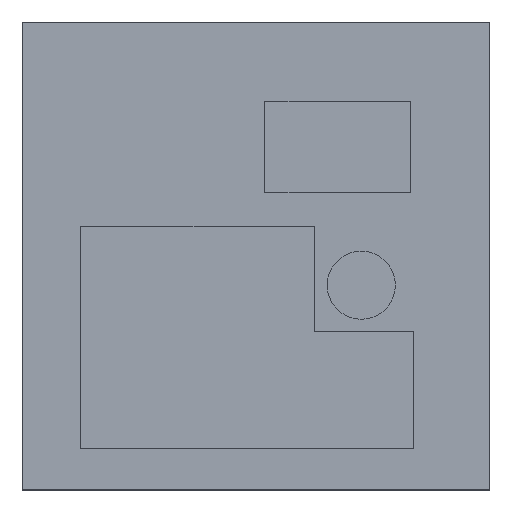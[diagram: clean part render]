
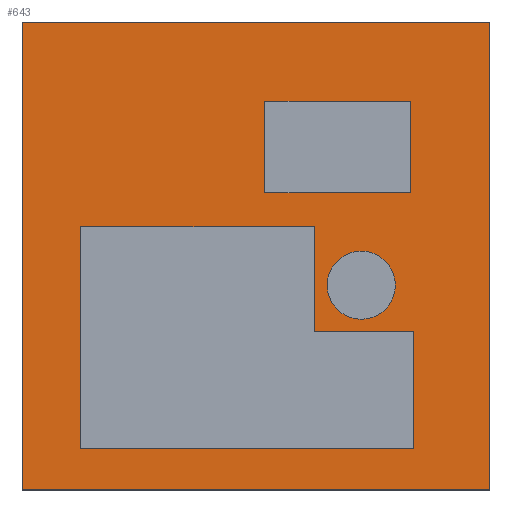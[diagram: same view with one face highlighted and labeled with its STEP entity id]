
A CAD part, top view. The second image highlights one B-rep face of the part: STEP entity #643.
In plain terms, the highlighted planar face has unit normal (0, 0, 1).
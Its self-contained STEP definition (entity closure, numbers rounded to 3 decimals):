
#15=CIRCLE('',#682,0.058);
#25=FACE_BOUND('',#99,.T.);
#26=FACE_BOUND('',#100,.T.);
#27=FACE_BOUND('',#101,.T.);
#60=FACE_OUTER_BOUND('',#98,.T.);
#98=EDGE_LOOP('',(#564,#565,#566,#567));
#99=EDGE_LOOP('',(#568,#569,#570,#571));
#100=EDGE_LOOP('',(#572));
#101=EDGE_LOOP('',(#573,#574,#575,#576,#577,#578));
#145=LINE('',#940,#228);
#148=LINE('',#946,#231);
#149=LINE('',#949,#232);
#152=LINE('',#954,#235);
#165=LINE('',#986,#248);
#168=LINE('',#991,#251);
#170=LINE('',#995,#253);
#172=LINE('',#999,#255);
#174=LINE('',#1003,#257);
#176=LINE('',#1006,#259);
#178=LINE('',#1011,#261);
#180=LINE('',#1015,#263);
#182=LINE('',#1019,#265);
#184=LINE('',#1022,#267);
#228=VECTOR('',#773,10.);
#231=VECTOR('',#778,10.);
#232=VECTOR('',#781,10.);
#235=VECTOR('',#786,10.);
#248=VECTOR('',#809,10.);
#251=VECTOR('',#814,10.);
#253=VECTOR('',#818,10.);
#255=VECTOR('',#822,10.);
#257=VECTOR('',#826,10.);
#259=VECTOR('',#830,10.);
#261=VECTOR('',#834,10.);
#263=VECTOR('',#838,10.);
#265=VECTOR('',#842,10.);
#267=VECTOR('',#846,10.);
#295=VERTEX_POINT('',#934);
#297=VERTEX_POINT('',#938);
#299=VERTEX_POINT('',#944);
#300=VERTEX_POINT('',#948);
#313=VERTEX_POINT('',#980);
#314=VERTEX_POINT('',#984);
#315=VERTEX_POINT('',#985);
#316=VERTEX_POINT('',#990);
#317=VERTEX_POINT('',#994);
#318=VERTEX_POINT('',#998);
#319=VERTEX_POINT('',#1002);
#320=VERTEX_POINT('',#1008);
#321=VERTEX_POINT('',#1010);
#322=VERTEX_POINT('',#1014);
#323=VERTEX_POINT('',#1018);
#367=EDGE_CURVE('',#295,#297,#145,.T.);
#370=EDGE_CURVE('',#297,#299,#148,.T.);
#371=EDGE_CURVE('',#300,#295,#149,.T.);
#374=EDGE_CURVE('',#299,#300,#152,.T.);
#387=EDGE_CURVE('',#313,#313,#15,.T.);
#389=EDGE_CURVE('',#314,#315,#165,.T.);
#392=EDGE_CURVE('',#316,#314,#168,.T.);
#394=EDGE_CURVE('',#317,#316,#170,.T.);
#396=EDGE_CURVE('',#318,#317,#172,.T.);
#398=EDGE_CURVE('',#319,#318,#174,.T.);
#400=EDGE_CURVE('',#315,#319,#176,.T.);
#402=EDGE_CURVE('',#321,#320,#178,.T.);
#404=EDGE_CURVE('',#322,#321,#180,.T.);
#406=EDGE_CURVE('',#323,#322,#182,.T.);
#408=EDGE_CURVE('',#320,#323,#184,.T.);
#564=ORIENTED_EDGE('',*,*,#408,.T.);
#565=ORIENTED_EDGE('',*,*,#406,.T.);
#566=ORIENTED_EDGE('',*,*,#404,.T.);
#567=ORIENTED_EDGE('',*,*,#402,.T.);
#568=ORIENTED_EDGE('',*,*,#371,.T.);
#569=ORIENTED_EDGE('',*,*,#367,.T.);
#570=ORIENTED_EDGE('',*,*,#370,.T.);
#571=ORIENTED_EDGE('',*,*,#374,.T.);
#572=ORIENTED_EDGE('',*,*,#387,.T.);
#573=ORIENTED_EDGE('',*,*,#389,.T.);
#574=ORIENTED_EDGE('',*,*,#400,.T.);
#575=ORIENTED_EDGE('',*,*,#398,.T.);
#576=ORIENTED_EDGE('',*,*,#396,.T.);
#577=ORIENTED_EDGE('',*,*,#394,.T.);
#578=ORIENTED_EDGE('',*,*,#392,.T.);
#610=PLANE('',#693);
#643=ADVANCED_FACE('',(#60,#25,#26,#27),#610,.T.);
#682=AXIS2_PLACEMENT_3D('',#981,#804,#805);
#693=AXIS2_PLACEMENT_3D('',#1023,#847,#848);
#773=DIRECTION('',(0.,1.,0.));
#778=DIRECTION('',(1.,0.,0.));
#781=DIRECTION('',(-1.,0.,0.));
#786=DIRECTION('',(0.,-1.,0.));
#804=DIRECTION('center_axis',(0.,0.,-1.));
#805=DIRECTION('ref_axis',(-1.,0.,0.));
#809=DIRECTION('',(0.,-1.,0.));
#814=DIRECTION('',(1.,0.,0.));
#818=DIRECTION('',(0.,-1.,0.));
#822=DIRECTION('',(1.,0.,0.));
#826=DIRECTION('',(0.,1.,0.));
#830=DIRECTION('',(-1.,0.,0.));
#834=DIRECTION('',(0.,1.,0.));
#838=DIRECTION('',(1.,0.,0.));
#842=DIRECTION('',(0.,-1.,0.));
#846=DIRECTION('',(-1.,0.,0.));
#847=DIRECTION('center_axis',(0.,0.,1.));
#848=DIRECTION('ref_axis',(1.,0.,0.));
#934=CARTESIAN_POINT('',(0.215,-0.092,0.13));
#938=CARTESIAN_POINT('',(0.215,0.064,0.13));
#940=CARTESIAN_POINT('',(0.215,-0.068,0.13));
#944=CARTESIAN_POINT('',(0.465,0.064,0.13));
#946=CARTESIAN_POINT('',(0.545,0.064,0.13));
#948=CARTESIAN_POINT('',(0.465,-0.092,0.13));
#949=CARTESIAN_POINT('',(0.42,-0.092,0.13));
#954=CARTESIAN_POINT('',(0.465,-0.146,0.13));
#980=CARTESIAN_POINT('',(0.438,-0.25,0.13));
#981=CARTESIAN_POINT('Origin',(0.38,-0.25,0.13));
#984=CARTESIAN_POINT('',(0.47,-0.33,0.13));
#985=CARTESIAN_POINT('',(0.47,-0.53,0.13));
#986=CARTESIAN_POINT('',(0.47,-0.265,0.13));
#990=CARTESIAN_POINT('',(0.3,-0.33,0.13));
#991=CARTESIAN_POINT('',(0.463,-0.33,0.13));
#994=CARTESIAN_POINT('',(0.3,-0.15,0.13));
#995=CARTESIAN_POINT('',(0.3,-0.175,0.13));
#998=CARTESIAN_POINT('',(-0.1,-0.15,0.13));
#999=CARTESIAN_POINT('',(0.263,-0.15,0.13));
#1002=CARTESIAN_POINT('',(-0.1,-0.53,0.13));
#1003=CARTESIAN_POINT('',(-0.1,-0.365,0.13));
#1006=CARTESIAN_POINT('',(0.548,-0.53,0.13));
#1008=CARTESIAN_POINT('',(0.6,0.2,0.13));
#1010=CARTESIAN_POINT('',(0.6,-0.6,0.13));
#1011=CARTESIAN_POINT('',(0.6,0.2,0.13));
#1014=CARTESIAN_POINT('',(-0.2,-0.6,0.13));
#1015=CARTESIAN_POINT('',(0.6,-0.6,0.13));
#1018=CARTESIAN_POINT('',(-0.2,0.2,0.13));
#1019=CARTESIAN_POINT('',(-0.2,-0.6,0.13));
#1022=CARTESIAN_POINT('',(-0.2,0.2,0.13));
#1023=CARTESIAN_POINT('Origin',(0.625,-0.2,0.13));
